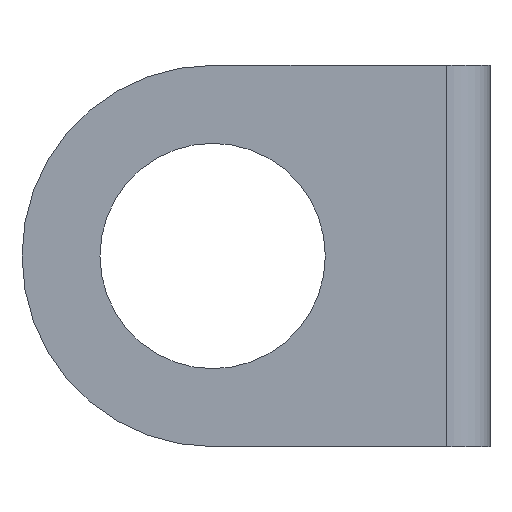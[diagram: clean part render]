
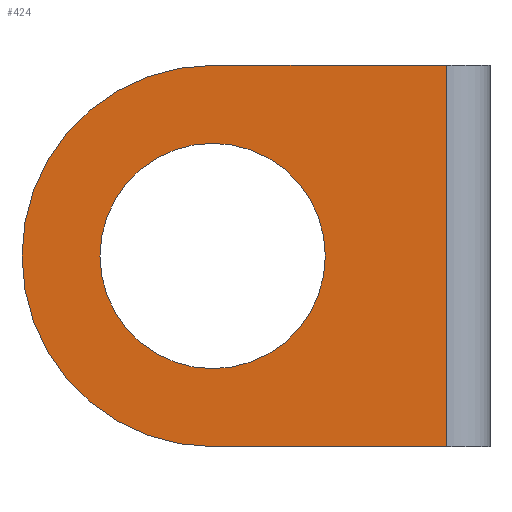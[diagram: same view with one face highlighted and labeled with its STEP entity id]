
A CAD part, left-side view. The second image highlights one B-rep face of the part: STEP entity #424.
In plain terms, the highlighted planar face has unit normal (-1, 0, 0).
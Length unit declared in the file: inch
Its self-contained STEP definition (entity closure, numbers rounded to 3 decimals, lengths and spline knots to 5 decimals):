
#1=CARTESIAN_POINT('',(0.,0.62992,0.));
#2=DIRECTION('',(-1.,0.,0.));
#3=DIRECTION('',(0.,0.,1.));
#4=AXIS2_PLACEMENT_3D('',#1,#2,#3);
#6=CARTESIAN_POINT('',(0.,0.62992,0.));
#7=DIRECTION('',(-1.,0.,0.));
#8=DIRECTION('',(0.,1.,0.));
#9=AXIS2_PLACEMENT_3D('',#6,#7,#8);
#11=CARTESIAN_POINT('',(0.,0.62992,0.));
#12=DIRECTION('',(-1.,0.,0.));
#13=DIRECTION('',(0.,0.,-1.));
#14=AXIS2_PLACEMENT_3D('',#11,#12,#13);
#16=CARTESIAN_POINT('',(0.,0.62992,0.));
#17=DIRECTION('',(-1.,0.,0.));
#18=DIRECTION('',(0.,0.,1.));
#19=AXIS2_PLACEMENT_3D('',#16,#17,#18);
#29=DIRECTION('',(0.,-1.,0.));
#30=VECTOR('',#29,0.5315);
#31=CARTESIAN_POINT('',(0.,0.62992,-0.43307));
#32=LINE('',#31,#30);
#55=DIRECTION('',(0.,0.,-1.));
#56=VECTOR('',#55,0.86614);
#57=CARTESIAN_POINT('',(0.,0.09843,0.43307));
#58=LINE('',#57,#56);
#81=DIRECTION('',(0.,-1.,0.));
#82=VECTOR('',#81,0.5315);
#83=CARTESIAN_POINT('',(0.,0.62992,0.43307));
#84=LINE('',#83,#82);
#313=CARTESIAN_POINT('',(0.,0.09843,0.43307));
#315=VERTEX_POINT('',#313);
#317=CARTESIAN_POINT('',(0.,0.09843,-0.43307));
#319=VERTEX_POINT('',#317);
#329=CARTESIAN_POINT('',(0.,0.62992,-0.25591));
#330=CARTESIAN_POINT('',(0.,0.62992,0.25591));
#331=VERTEX_POINT('',#329);
#332=VERTEX_POINT('',#330);
#337=CARTESIAN_POINT('',(0.,0.62992,0.43307));
#338=CARTESIAN_POINT('',(0.,1.06299,0.));
#339=VERTEX_POINT('',#337);
#340=VERTEX_POINT('',#338);
#341=CARTESIAN_POINT('',(0.,0.62992,-0.43307));
#342=VERTEX_POINT('',#341);
#401=CARTESIAN_POINT('',(0.,1.06299,0.43307));
#402=DIRECTION('',(-1.,0.,0.));
#403=DIRECTION('',(0.,-1.,0.));
#404=AXIS2_PLACEMENT_3D('',#401,#402,#403);
#405=PLANE('',#404);
#407=ORIENTED_EDGE('',*,*,#406,.F.);
#409=ORIENTED_EDGE('',*,*,#408,.T.);
#411=ORIENTED_EDGE('',*,*,#410,.T.);
#413=ORIENTED_EDGE('',*,*,#412,.F.);
#415=ORIENTED_EDGE('',*,*,#414,.F.);
#416=EDGE_LOOP('',(#407,#409,#411,#413,#415));
#417=FACE_OUTER_BOUND('',#416,.F.);
#419=ORIENTED_EDGE('',*,*,#418,.T.);
#421=ORIENTED_EDGE('',*,*,#420,.T.);
#422=EDGE_LOOP('',(#419,#421));
#423=FACE_BOUND('',#422,.F.);
#424=ADVANCED_FACE('',(#417,#423),#405,.T.);
#5=CIRCLE('',#4,0.43307);
#10=CIRCLE('',#9,0.43307);
#15=CIRCLE('',#14,0.25591);
#20=CIRCLE('',#19,0.25591);
#406=EDGE_CURVE('',#339,#340,#5,.T.);
#408=EDGE_CURVE('',#339,#315,#84,.T.);
#410=EDGE_CURVE('',#315,#319,#58,.T.);
#412=EDGE_CURVE('',#342,#319,#32,.T.);
#414=EDGE_CURVE('',#340,#342,#10,.T.);
#418=EDGE_CURVE('',#331,#332,#15,.T.);
#420=EDGE_CURVE('',#332,#331,#20,.T.);
